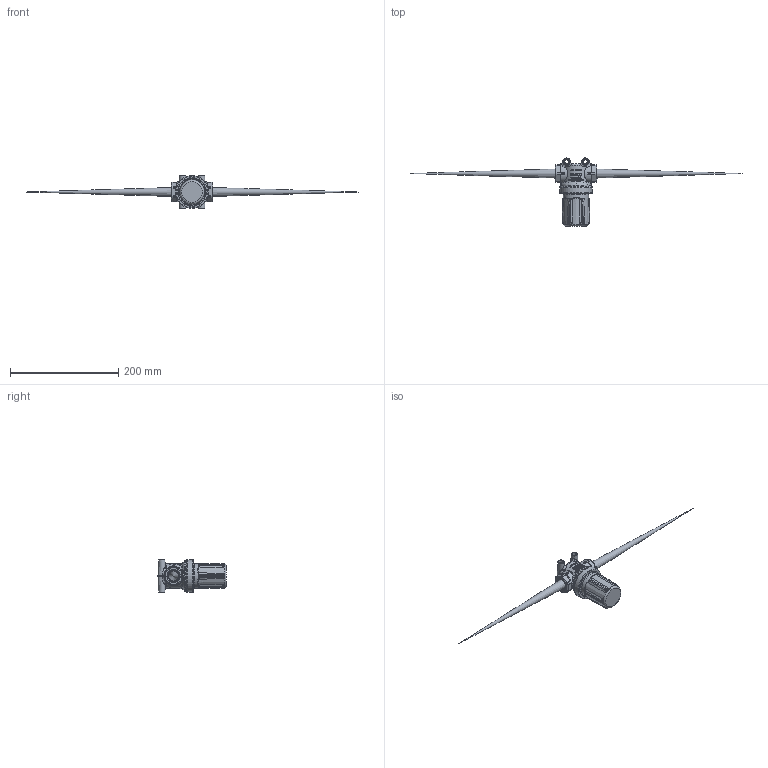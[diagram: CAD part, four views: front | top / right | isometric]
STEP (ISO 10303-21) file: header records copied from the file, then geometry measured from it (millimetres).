
FILE_DESCRIPTION(/* description */ ('1/2" T-STRAINER - 30 MESH'),/* implementation_level */ '2;1');
FILE_NAME(/* name */ 'LSTM050-30.stp',/* time_stamp */ '2020-07-28T11:19:45-04:00',/* author */ ('areid'),/* organization */ (''),/* preprocessor_version */ 'ST-DEVELOPER v17.2',/* originating_system */ 'Autodesk Inventor 2019',/* authorisation */ '');
FILE_SCHEMA (('AUTOMOTIVE_DESIGN { 1 0 10303 214 3 1 1 }'));
Length unit declared in the file: inch
Products named in the file (5): LSTM050-30; LSTM050H; LSTM050G; LST530; LSTM050B
Assembly tree (4 placements, depth 2):
  LSTM050-30
    LSTM050H
    LSTM050G
    LST530
    LSTM050B
Bounding box: 612.64 x 125.65 x 60.2 mm (x, y, z)
Volume: 133933.3 mm3; surface area: 123079.6 mm2
Topology: 4 solids, 4 shells, 1389 faces, 3687 edges, 2347 vertices
Faces by surface type: plane 560, bspline 516, cylinder 190, torus 49, cone 47, sphere 27
Full cylindrical faces by diameter (mm): 18.542 x8, 20.32 x1, 23.812 x1, 27.965 x1, 30.734 x1, 39.624 x1, 39.7 x1, 46.228 x1, 46.558 x3, 47.244 x1, 47.269 x1, 48.044 x2, 51.057 x2, 52.654 x3, 57.15 x1, 60.198 x1
Entity records: 92001 total; most frequent: CARTESIAN_POINT 60593, ORIENTED_EDGE 7274, DIRECTION 5236, EDGE_CURVE 3637, VERTEX_POINT 2343, AXIS2_PLACEMENT_3D 1931, EDGE_LOOP 1488, FACE_OUTER_BOUND 1389
